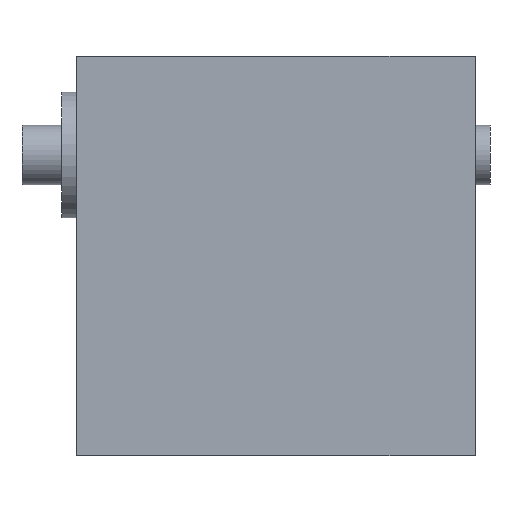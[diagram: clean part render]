
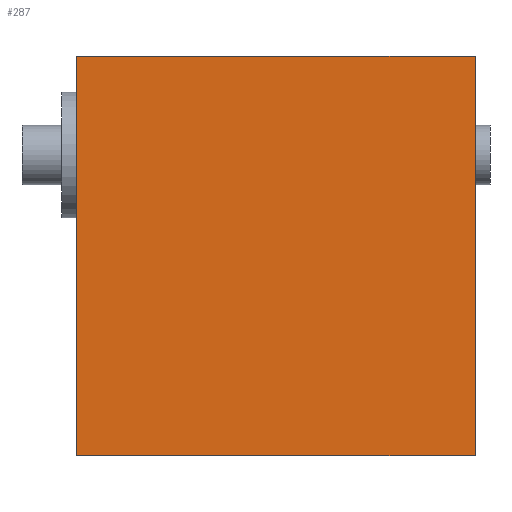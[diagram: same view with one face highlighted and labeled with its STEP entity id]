
A CAD part, left-side view. The second image highlights one B-rep face of the part: STEP entity #287.
In plain terms, the highlighted planar face has unit normal (-1, 0, 0).
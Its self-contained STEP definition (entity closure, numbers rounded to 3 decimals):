
#15=LINE('',#469,#27);
#16=LINE('',#471,#28);
#17=LINE('',#473,#29);
#18=LINE('',#474,#30);
#27=VECTOR('',#395,40.4);
#28=VECTOR('',#396,40.3);
#29=VECTOR('',#397,40.4);
#30=VECTOR('',#398,40.3);
#42=PLANE('',#325);
#84=FACE_OUTER_BOUND('',#112,.T.);
#112=EDGE_LOOP('',(#228,#229,#230,#231));
#168=VERTEX_POINT('',#467);
#169=VERTEX_POINT('',#468);
#170=VERTEX_POINT('',#470);
#171=VERTEX_POINT('',#472);
#194=EDGE_CURVE('',#168,#169,#15,.T.);
#195=EDGE_CURVE('',#168,#170,#16,.T.);
#196=EDGE_CURVE('',#171,#170,#17,.T.);
#197=EDGE_CURVE('',#169,#171,#18,.T.);
#228=ORIENTED_EDGE('',*,*,#194,.F.);
#229=ORIENTED_EDGE('',*,*,#195,.T.);
#230=ORIENTED_EDGE('',*,*,#196,.F.);
#231=ORIENTED_EDGE('',*,*,#197,.F.);
#287=ADVANCED_FACE('',(#84),#42,.T.);
#325=AXIS2_PLACEMENT_3D('',#466,#393,#394);
#393=DIRECTION('center_axis',(-1.,0.,0.));
#394=DIRECTION('ref_axis',(0.,0.,1.));
#395=DIRECTION('',(0.,0.,-1.));
#396=DIRECTION('',(0.,1.,0.));
#397=DIRECTION('',(0.,0.,1.));
#398=DIRECTION('',(0.,1.,0.));
#466=CARTESIAN_POINT('Origin',(-20.15,0.,-40.4));
#467=CARTESIAN_POINT('',(-20.15,0.,0.));
#468=CARTESIAN_POINT('',(-20.15,0.,-40.4));
#469=CARTESIAN_POINT('',(-20.15,0.,0.));
#470=CARTESIAN_POINT('',(-20.15,40.3,0.));
#471=CARTESIAN_POINT('',(-20.15,0.,0.));
#472=CARTESIAN_POINT('',(-20.15,40.3,-40.4));
#473=CARTESIAN_POINT('',(-20.15,40.3,0.));
#474=CARTESIAN_POINT('',(-20.15,0.,-40.4));
